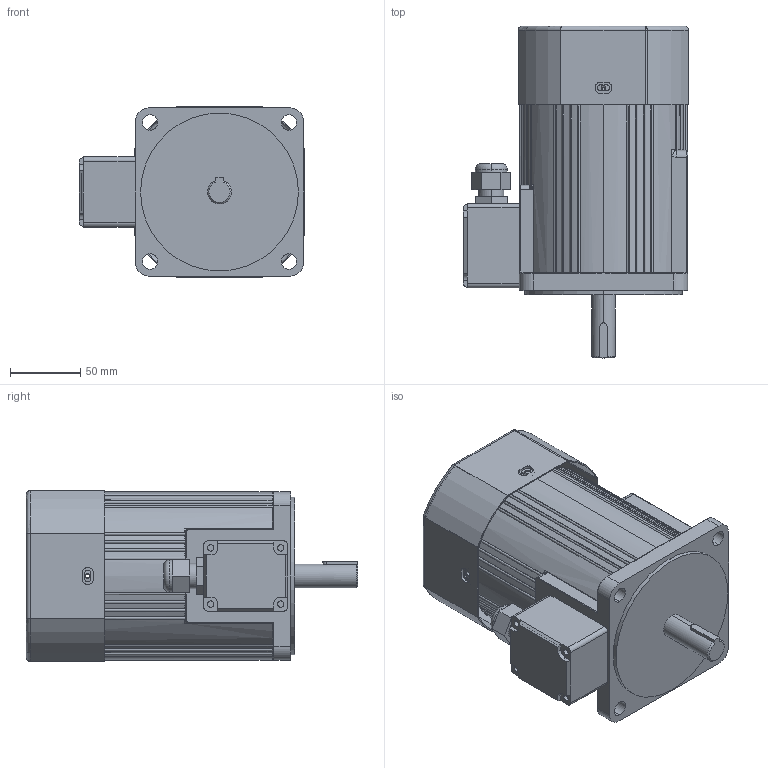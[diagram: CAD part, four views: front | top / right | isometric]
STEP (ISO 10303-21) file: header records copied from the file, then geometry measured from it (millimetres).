
FILE_DESCRIPTION (( 'STEP AP203' ), '1' );
FILE_NAME ('7IK400(R)A-T.STEP', '2020-01-10T08:21:07', ( 'Sky123.Org' ), ( 'Sky123.Org' ), 'SwSTEP 2.0', 'SolidWorks 2014', '' );
FILE_SCHEMA (( 'CONFIG_CONTROL_DESIGN' ));
Length unit declared in the file: millimetre
Products named in the file (8): 微型减速机接线盒装配体; 7IK400(R)A-T; 7IK400(R)A; NPT1-2萇擢芛; 120瑞欶; NPT1-2つ踡芛; 峚倰萇儂諉盄碟02; NPT1-2萇擢芛蚾饜极
Assembly tree (7 placements, depth 4):
  7IK400(R)A-T
    7IK400(R)A
    120瑞欶
    微型减速机接线盒装配体
      峚倰萇儂諉盄碟02
      NPT1-2萇擢芛蚾饜极
        NPT1-2萇擢芛
        NPT1-2つ踡芛
Bounding box: 160.8 x 236.5 x 121.6 mm (x, y, z)
Volume: 1870115.7 mm3; surface area: 197814.2 mm2
Topology: 5 solids, 5 shells, 698 faces, 1887 edges, 1193 vertices
Faces by surface type: plane 271, cylinder 256, torus 104, bspline 40, cone 23, sphere 4
Entity records: 24969 total; most frequent: CARTESIAN_POINT 6637, ORIENTED_EDGE 3718, DIRECTION 3681, EDGE_CURVE 1859, AXIS2_PLACEMENT_3D 1405, VERTEX_POINT 1193, VECTOR 871, LINE 871
